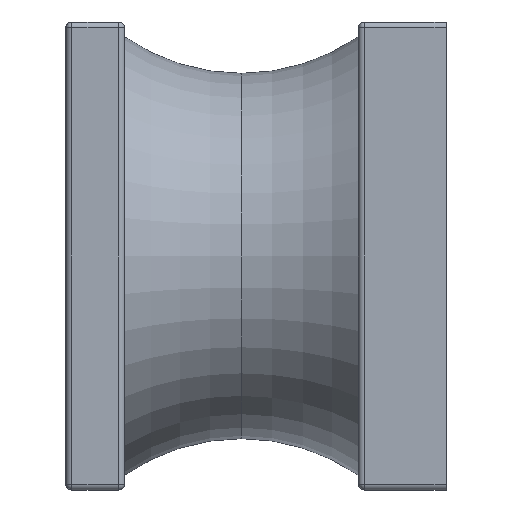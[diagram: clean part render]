
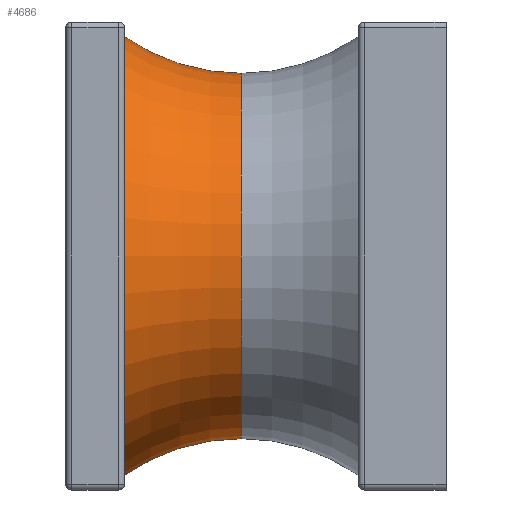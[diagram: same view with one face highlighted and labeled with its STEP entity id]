
A CAD part, left-side view. The second image highlights one B-rep face of the part: STEP entity #4686.
In plain terms, the highlighted toroidal (fillet/blend) face has major radius 2.649 mm and minor radius 1.4 mm.
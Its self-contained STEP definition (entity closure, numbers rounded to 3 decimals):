
#572 = EDGE_CURVE ( 'NONE', #3907, #1058, #6725, .T. ) ;
#679 = CIRCLE ( 'NONE', #6780, 1.4 ) ;
#721 = DIRECTION ( 'NONE',  ( 0., 0., -1. ) ) ;
#1058 = VERTEX_POINT ( 'NONE', #4684 ) ;
#1068 = EDGE_CURVE ( 'NONE', #8708, #1058, #7872, .T. ) ;
#1370 = AXIS2_PLACEMENT_3D ( 'NONE', #9584, #5152, #721 ) ;
#1462 = DIRECTION ( 'NONE',  ( 1., 0., 0. ) ) ;
#1786 = AXIS2_PLACEMENT_3D ( 'NONE', #8291, #6831, #2366 ) ;
#1868 = ORIENTED_EDGE ( 'NONE', *, *, #9515, .F. ) ;
#1928 = CARTESIAN_POINT ( 'NONE',  ( 0., 2.2, 1.5 ) ) ;
#1968 = CARTESIAN_POINT ( 'NONE',  ( 0., 1.4, -1.249 ) ) ;
#2189 = CIRCLE ( 'NONE', #1370, 1.249 ) ;
#2300 = TOROIDAL_SURFACE ( 'NONE', #1786, 2.649, 1.4 ) ;
#2366 = DIRECTION ( 'NONE',  ( 0., 0., -1. ) ) ;
#3133 = AXIS2_PLACEMENT_3D ( 'NONE', #4535, #4499, #4478 ) ;
#3907 = VERTEX_POINT ( 'NONE', #1968 ) ;
#4142 = DIRECTION ( 'NONE',  ( 0., 0., -1. ) ) ;
#4188 = DIRECTION ( 'NONE',  ( 0., -1., 0. ) ) ;
#4218 = CARTESIAN_POINT ( 'NONE',  ( 0., 2.2, 0. ) ) ;
#4478 = DIRECTION ( 'NONE',  ( 0., 0., 1. ) ) ;
#4499 = DIRECTION ( 'NONE',  ( -1., 0., 0. ) ) ;
#4535 = CARTESIAN_POINT ( 'NONE',  ( 0., 1.4, -2.649 ) ) ;
#4547 = VERTEX_POINT ( 'NONE', #7107 ) ;
#4684 = CARTESIAN_POINT ( 'NONE',  ( 0., 2.2, -1.5 ) ) ;
#4686 = ADVANCED_FACE ( 'NONE', ( #5213 ), #2300, .F. ) ;
#5032 = EDGE_CURVE ( 'NONE', #4547, #8708, #679, .T. ) ;
#5152 = DIRECTION ( 'NONE',  ( 0., -1., 0. ) ) ;
#5213 = FACE_OUTER_BOUND ( 'NONE', #9388, .T. ) ;
#5933 = CARTESIAN_POINT ( 'NONE',  ( 0., 1.4, 2.649 ) ) ;
#6677 = DIRECTION ( 'NONE',  ( 0., 0., -1. ) ) ;
#6725 = CIRCLE ( 'NONE', #3133, 1.4 ) ;
#6780 = AXIS2_PLACEMENT_3D ( 'NONE', #5933, #1462, #6677 ) ;
#6831 = DIRECTION ( 'NONE',  ( 0., -1., 0. ) ) ;
#6853 = ORIENTED_EDGE ( 'NONE', *, *, #1068, .T. ) ;
#7107 = CARTESIAN_POINT ( 'NONE',  ( 0., 1.4, 1.249 ) ) ;
#7442 = AXIS2_PLACEMENT_3D ( 'NONE', #4218, #4188, #4142 ) ;
#7806 = ORIENTED_EDGE ( 'NONE', *, *, #5032, .T. ) ;
#7872 = CIRCLE ( 'NONE', #7442, 1.5 ) ;
#7973 = ORIENTED_EDGE ( 'NONE', *, *, #572, .F. ) ;
#8291 = CARTESIAN_POINT ( 'NONE',  ( 0., 1.4, 0. ) ) ;
#8708 = VERTEX_POINT ( 'NONE', #1928 ) ;
#9388 = EDGE_LOOP ( 'NONE', ( #1868, #7806, #6853, #7973 ) ) ;
#9515 = EDGE_CURVE ( 'NONE', #4547, #3907, #2189, .T. ) ;
#9584 = CARTESIAN_POINT ( 'NONE',  ( 0., 1.4, 0. ) ) ;
